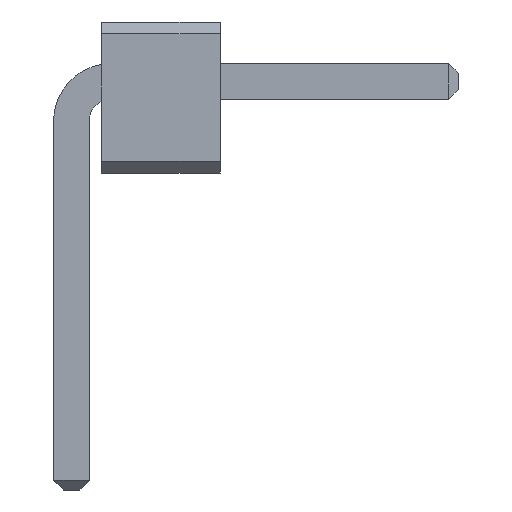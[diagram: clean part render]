
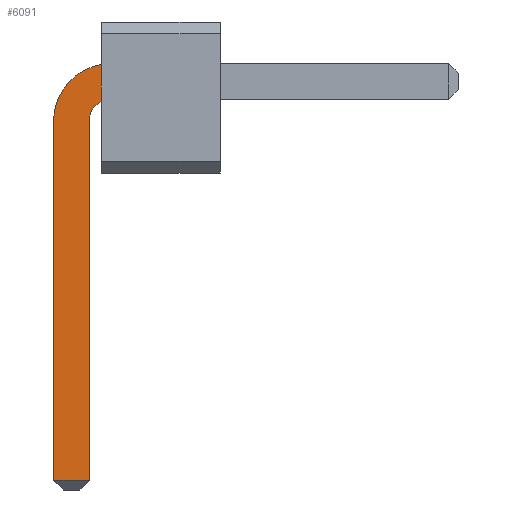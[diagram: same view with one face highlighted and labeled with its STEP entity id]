
A CAD part, front view. The second image highlights one B-rep face of the part: STEP entity #6091.
In plain terms, the highlighted planar face has unit normal (0, -1, 0).
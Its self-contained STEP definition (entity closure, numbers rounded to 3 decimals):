
#2177 = EDGE_CURVE('',#2178,#2180,#2182,.T.);
#2178 = VERTEX_POINT('',#2179);
#2179 = CARTESIAN_POINT('',(0.25,-13.15,0.779));
#2180 = VERTEX_POINT('',#2181);
#2181 = CARTESIAN_POINT('',(0.25,-13.15,0.467));
#2182 = LINE('',#2183,#2184);
#2183 = CARTESIAN_POINT('',(0.25,-13.15,0.1));
#2184 = VECTOR('',#2185,1.);
#2185 = DIRECTION('',(0.,0.,-1.));
#6091 = ADVANCED_FACE('',(#6092),#6135,.F.);
#6092 = FACE_BOUND('',#6093,.F.);
#6093 = EDGE_LOOP('',(#6094,#6095,#6104,#6112,#6120,#6128));
#6094 = ORIENTED_EDGE('',*,*,#2177,.T.);
#6095 = ORIENTED_EDGE('',*,*,#6096,.T.);
#6096 = EDGE_CURVE('',#2180,#6097,#6099,.T.);
#6097 = VERTEX_POINT('',#6098);
#6098 = CARTESIAN_POINT('',(0.15,-13.15,0.335));
#6099 = CIRCLE('',#6100,0.194);
#6100 = AXIS2_PLACEMENT_3D('',#6101,#6102,#6103);
#6101 = CARTESIAN_POINT('',(0.34,-13.15,0.295));
#6102 = DIRECTION('',(0.,-1.,0.));
#6103 = DIRECTION('',(-0.207,0.,0.978)
);
#6104 = ORIENTED_EDGE('',*,*,#6105,.T.);
#6105 = EDGE_CURVE('',#6097,#6106,#6108,.T.);
#6106 = VERTEX_POINT('',#6107);
#6107 = CARTESIAN_POINT('',(0.15,-13.15,-2.72));
#6108 = LINE('',#6109,#6110);
#6109 = CARTESIAN_POINT('',(0.15,-13.15,0.335));
#6110 = VECTOR('',#6111,1.);
#6111 = DIRECTION('',(0.,0.,-1.));
#6112 = ORIENTED_EDGE('',*,*,#6113,.T.);
#6113 = EDGE_CURVE('',#6106,#6114,#6116,.T.);
#6114 = VERTEX_POINT('',#6115);
#6115 = CARTESIAN_POINT('',(-0.15,-13.15,-2.72));
#6116 = LINE('',#6117,#6118);
#6117 = CARTESIAN_POINT('',(0.15,-13.15,-2.72));
#6118 = VECTOR('',#6119,1.);
#6119 = DIRECTION('',(-1.,0.,0.));
#6120 = ORIENTED_EDGE('',*,*,#6121,.T.);
#6121 = EDGE_CURVE('',#6114,#6122,#6124,.T.);
#6122 = VERTEX_POINT('',#6123);
#6123 = CARTESIAN_POINT('',(-0.15,-13.15,0.335));
#6124 = LINE('',#6125,#6126);
#6125 = CARTESIAN_POINT('',(-0.15,-13.15,-2.8));
#6126 = VECTOR('',#6127,1.);
#6127 = DIRECTION('',(0.,0.,1.));
#6128 = ORIENTED_EDGE('',*,*,#6129,.T.);
#6129 = EDGE_CURVE('',#6122,#2178,#6130,.T.);
#6130 = CIRCLE('',#6131,0.485);
#6131 = AXIS2_PLACEMENT_3D('',#6132,#6133,#6134);
#6132 = CARTESIAN_POINT('',(0.333,-13.15,0.302));
#6133 = DIRECTION('',(0.,1.,0.));
#6134 = DIRECTION('',(-0.998,0.,
0.069));
#6135 = PLANE('',#6136);
#6136 = AXIS2_PLACEMENT_3D('',#6137,#6138,#6139);
#6137 = CARTESIAN_POINT('',(0.841,-13.15,-0.301));
#6138 = DIRECTION('',(0.,1.,-0.));
#6139 = DIRECTION('',(0.,0.,-1.));
